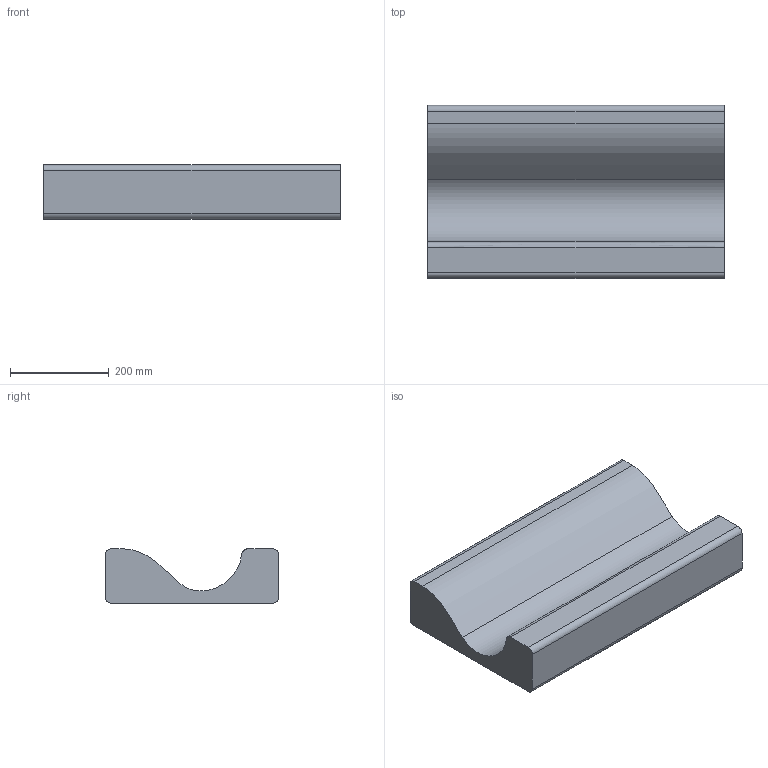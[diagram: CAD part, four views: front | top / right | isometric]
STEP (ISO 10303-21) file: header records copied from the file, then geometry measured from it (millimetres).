
FILE_DESCRIPTION(/* description */ (''),/* implementation_level */ '2;1');
FILE_NAME(/* name */ 'AEROSPACE_TOOLING_SAMPLE v4.step',/* time_stamp */ '2024-10-09T09:44:42+02:00',/* author */ (''),/* organization */ (''),/* preprocessor_version */ 'ST-DEVELOPER v20',/* originating_system */ 'Autodesk Translation Framework v13.20.0.188',/* authorisation */ '');
FILE_SCHEMA (('AUTOMOTIVE_DESIGN { 1 0 10303 214 3 1 1 }'));
Length unit declared in the file: millimetre
Products named in the file (1): AEROSPACE_TOOLING_SAMPLE
Bounding box: 600 x 350 x 110 mm (x, y, z)
Volume: 15875505.6 mm3; surface area: 635097.4 mm2
Topology: 1 solids, 1 shells, 14 faces, 36 edges, 24 vertices
Faces by surface type: plane 7, cylinder 4, bspline 3
Entity records: 695 total; most frequent: CARTESIAN_POINT 325, ORIENTED_EDGE 72, DIRECTION 59, EDGE_CURVE 36, VERTEX_POINT 24, AXIS2_PLACEMENT_3D 20, LINE 19, VECTOR 19
